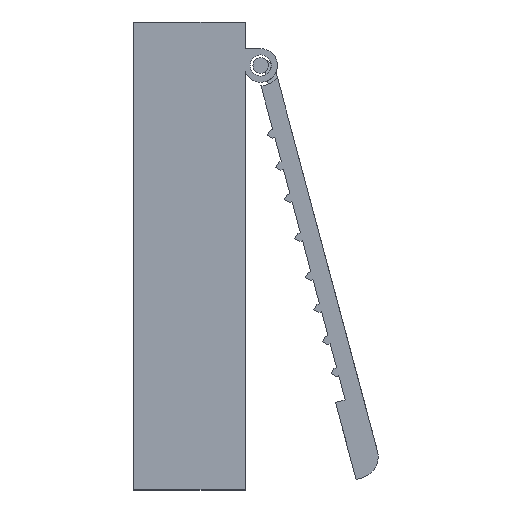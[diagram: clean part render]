
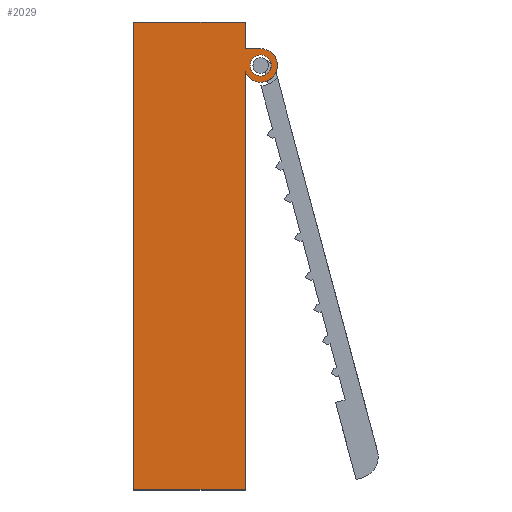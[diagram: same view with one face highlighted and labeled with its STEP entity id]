
A CAD part, left-side view. The second image highlights one B-rep face of the part: STEP entity #2029.
In plain terms, the highlighted planar face has unit normal (-1, 0, 0).
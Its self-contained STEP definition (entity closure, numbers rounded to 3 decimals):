
#74=FACE_BOUND('',#261,.T.);
#100=CIRCLE('',#2228,2.693);
#102=CIRCLE('',#2237,1.7);
#147=FACE_OUTER_BOUND('',#260,.T.);
#260=EDGE_LOOP('',(#1461,#1462,#1463,#1464,#1465,#1466,#1467));
#261=EDGE_LOOP('',(#1468));
#382=LINE('',#3026,#616);
#396=LINE('',#3068,#630);
#413=LINE('',#3124,#647);
#416=LINE('',#3130,#650);
#417=LINE('',#3133,#651);
#418=LINE('',#3134,#652);
#616=VECTOR('',#2418,10.);
#630=VECTOR('',#2450,10.);
#647=VECTOR('',#2507,10.);
#650=VECTOR('',#2516,10.);
#651=VECTOR('',#2519,10.);
#652=VECTOR('',#2520,10.);
#859=VERTEX_POINT('',#3023);
#860=VERTEX_POINT('',#3025);
#873=VERTEX_POINT('',#3065);
#874=VERTEX_POINT('',#3067);
#886=VERTEX_POINT('',#3105);
#893=VERTEX_POINT('',#3122);
#894=VERTEX_POINT('',#3132);
#895=VERTEX_POINT('',#3135);
#1062=EDGE_CURVE('',#859,#860,#382,.T.);
#1081=EDGE_CURVE('',#873,#874,#396,.T.);
#1101=EDGE_CURVE('',#873,#886,#100,.T.);
#1110=EDGE_CURVE('',#886,#893,#413,.T.);
#1113=EDGE_CURVE('',#859,#874,#416,.T.);
#1114=EDGE_CURVE('',#893,#894,#417,.T.);
#1115=EDGE_CURVE('',#860,#894,#418,.T.);
#1116=EDGE_CURVE('',#895,#895,#102,.T.);
#1461=ORIENTED_EDGE('',*,*,#1110,.T.);
#1462=ORIENTED_EDGE('',*,*,#1114,.T.);
#1463=ORIENTED_EDGE('',*,*,#1115,.F.);
#1464=ORIENTED_EDGE('',*,*,#1062,.F.);
#1465=ORIENTED_EDGE('',*,*,#1113,.T.);
#1466=ORIENTED_EDGE('',*,*,#1081,.F.);
#1467=ORIENTED_EDGE('',*,*,#1101,.T.);
#1468=ORIENTED_EDGE('',*,*,#1116,.T.);
#1934=PLANE('',#2236);
#2029=ADVANCED_FACE('',(#147,#74),#1934,.T.);
#2228=AXIS2_PLACEMENT_3D('',#3107,#2492,#2493);
#2236=AXIS2_PLACEMENT_3D('',#3131,#2517,#2518);
#2237=AXIS2_PLACEMENT_3D('',#3136,#2521,#2522);
#2418=DIRECTION('',(0.,0.,1.));
#2450=DIRECTION('',(0.,0.,-1.));
#2492=DIRECTION('center_axis',(-1.,0.,0.));
#2493=DIRECTION('ref_axis',(0.,-1.,0.));
#2507=DIRECTION('',(0.,1.,0.));
#2516=DIRECTION('',(0.,-1.,0.));
#2517=DIRECTION('center_axis',(-1.,0.,0.));
#2518=DIRECTION('ref_axis',(0.,0.,
-1.));
#2519=DIRECTION('',(0.,0.,1.));
#2520=DIRECTION('',(0.,-1.,0.));
#2521=DIRECTION('center_axis',(1.,0.,0.));
#2522=DIRECTION('ref_axis',(0.,1.,0.));
#3023=CARTESIAN_POINT('',(-16.901,99.219,-132.686));
#3025=CARTESIAN_POINT('',(-16.901,99.219,-57.406));
#3026=CARTESIAN_POINT('',(-16.901,99.219,-116.914));
#3065=CARTESIAN_POINT('',(-16.901,81.319,-65.398));
#3067=CARTESIAN_POINT('',(-16.901,81.319,-132.686));
#3068=CARTESIAN_POINT('',(-16.901,81.319,-89.423));
#3105=CARTESIAN_POINT('',(-16.901,78.819,-61.706));
#3107=CARTESIAN_POINT('Origin',(-16.901,78.819,-64.398));
#3122=CARTESIAN_POINT('',(-16.901,81.319,-61.706));
#3124=CARTESIAN_POINT('',(-16.901,99.219,-61.706));
#3130=CARTESIAN_POINT('',(-16.901,91.785,-132.686));
#3131=CARTESIAN_POINT('Origin',(-16.901,90.2,-103.341));
#3132=CARTESIAN_POINT('',(-16.901,81.319,-57.406));
#3133=CARTESIAN_POINT('',(-16.901,81.319,-82.179));
#3134=CARTESIAN_POINT('',(-16.901,91.785,-57.406));
#3135=CARTESIAN_POINT('',(-16.901,77.119,-64.398));
#3136=CARTESIAN_POINT('Origin',(-16.901,78.819,-64.398));
